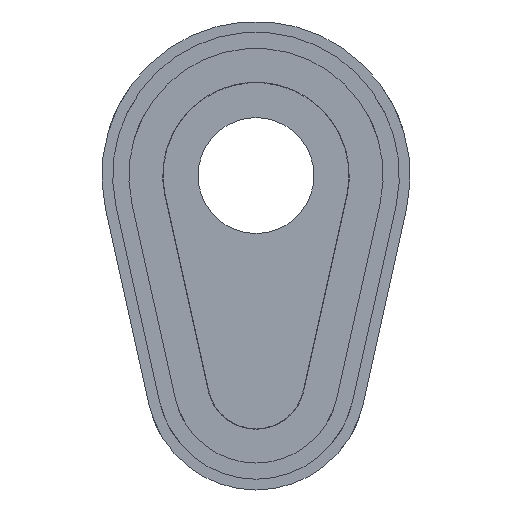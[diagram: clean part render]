
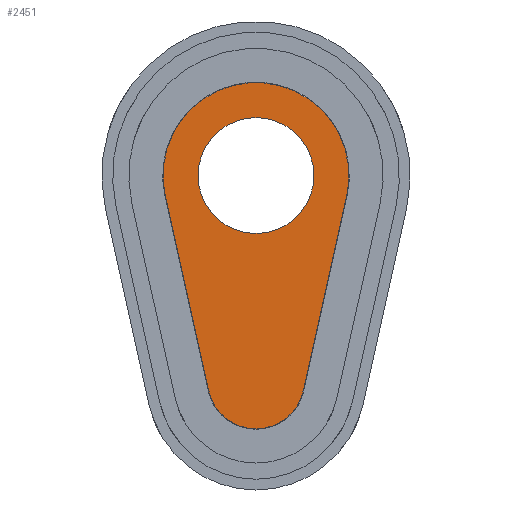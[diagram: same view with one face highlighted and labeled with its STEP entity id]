
A CAD part, front view. The second image highlights one B-rep face of the part: STEP entity #2451.
In plain terms, the highlighted planar face has unit normal (0, -1, 0).
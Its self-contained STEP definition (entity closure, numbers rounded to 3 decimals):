
#108=FACE_BOUND('',#441,.T.);
#159=PLANE('',#2673);
#275=FACE_OUTER_BOUND('',#440,.T.);
#440=EDGE_LOOP('',(#2157,#2158,#2159,#2160));
#441=EDGE_LOOP('',(#2161));
#672=LINE('',#4876,#865);
#673=LINE('',#4878,#866);
#865=VECTOR('',#3218,10.);
#866=VECTOR('',#3221,10.);
#951=CIRCLE('',#2596,18.);
#962=CIRCLE('',#2619,34.5);
#986=CIRCLE('',#2674,21.5);
#1118=VERTEX_POINT('',#4392);
#1121=VERTEX_POINT('',#4397);
#1146=VERTEX_POINT('',#4585);
#1149=VERTEX_POINT('',#4590);
#1214=VERTEX_POINT('',#4884);
#1411=EDGE_CURVE('',#1121,#1118,#951,.T.);
#1450=EDGE_CURVE('',#1149,#1146,#962,.T.);
#1540=EDGE_CURVE('',#1118,#1149,#672,.T.);
#1541=EDGE_CURVE('',#1146,#1121,#673,.T.);
#1544=EDGE_CURVE('',#1214,#1214,#986,.T.);
#2157=ORIENTED_EDGE('',*,*,#1411,.F.);
#2158=ORIENTED_EDGE('',*,*,#1541,.F.);
#2159=ORIENTED_EDGE('',*,*,#1450,.F.);
#2160=ORIENTED_EDGE('',*,*,#1540,.F.);
#2161=ORIENTED_EDGE('',*,*,#1544,.F.);
#2451=ADVANCED_FACE('',(#275,#108),#159,.T.);
#2596=AXIS2_PLACEMENT_3D('',#4399,#3003,#3004);
#2619=AXIS2_PLACEMENT_3D('',#4592,#3065,#3066);
#2673=AXIS2_PLACEMENT_3D('',#4883,#3227,#3228);
#2674=AXIS2_PLACEMENT_3D('',#4885,#3229,#3230);
#3003=DIRECTION('center_axis',(0.,1.,0.));
#3004=DIRECTION('ref_axis',(0.,0.,-1.));
#3065=DIRECTION('center_axis',(0.,1.,0.));
#3066=DIRECTION('ref_axis',(0.,0.,1.));
#3218=DIRECTION('',(-0.217,0.,0.976));
#3221=DIRECTION('',(-0.217,0.,-0.976));
#3227=DIRECTION('center_axis',(0.,-1.,0.));
#3228=DIRECTION('ref_axis',(0.,0.,-1.));
#3229=DIRECTION('center_axis',(0.,-1.,0.));
#3230=DIRECTION('ref_axis',(0.,0.,-1.));
#4392=CARTESIAN_POINT('',(-33.571,-16.493,-16.908));
#4397=CARTESIAN_POINT('',(1.571,-16.493,-16.908));
#4399=CARTESIAN_POINT('Origin',(-16.,-16.493,-13.));
#4585=CARTESIAN_POINT('',(17.677,-16.493,55.51));
#4590=CARTESIAN_POINT('',(-49.677,-16.493,55.51));
#4592=CARTESIAN_POINT('Origin',(-16.,-16.493,63.));
#4876=CARTESIAN_POINT('',(-46.018,-16.493,39.058));
#4878=CARTESIAN_POINT('',(6.471,-16.493,5.127));
#4883=CARTESIAN_POINT('Origin',(-16.,-16.493,33.25));
#4884=CARTESIAN_POINT('',(-16.,-16.493,84.5));
#4885=CARTESIAN_POINT('Origin',(-16.,-16.493,63.));
